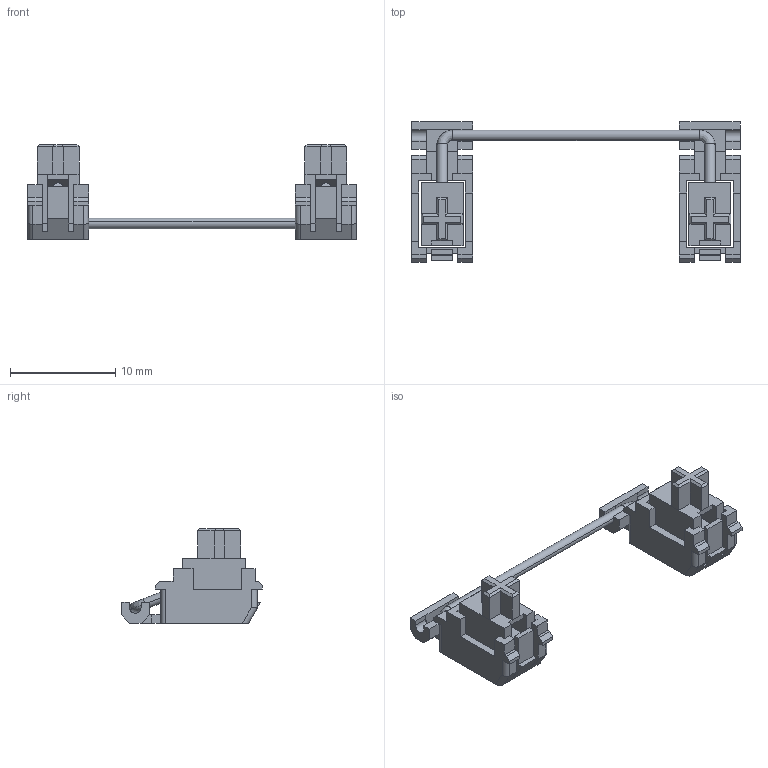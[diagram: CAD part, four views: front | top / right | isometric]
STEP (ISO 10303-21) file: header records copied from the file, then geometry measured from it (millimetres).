
FILE_DESCRIPTION(/* description */ (''),/* implementation_level */ '2;1');
FILE_NAME(/* name */ 'alkene-choc',/* time_stamp */ '2022-12-17T17:49:37+01:00',/* author */ (''),/* organization */ (''),/* preprocessor_version */ 'ST-DEVELOPER v16.5',/* originating_system */ 'Rhino 7.25',/* authorisation */ '');
FILE_SCHEMA (('CONFIG_CONTROL_DESIGN'));
Length unit declared in the file: millimetre
Products named in the file (1): Document
Bounding box: 31.3 x 13.4 x 9 mm (x, y, z)
Volume: 433.2 mm3; surface area: 1295.4 mm2
Topology: 5 solids, 5 shells, 304 faces, 812 edges, 512 vertices
Faces by surface type: plane 278, cylinder 22, bspline 4
Entity records: 8616 total; most frequent: CARTESIAN_POINT 2994, ORIENTED_EDGE 1624, EDGE_CURVE 812, B_SPLINE_CURVE_WITH_KNOTS 758, VERTEX_POINT 512, EDGE_LOOP 306, ADVANCED_FACE 304, FACE_OUTER_BOUND 304
